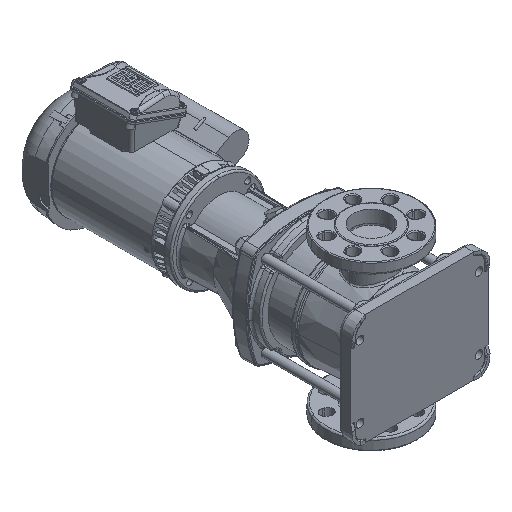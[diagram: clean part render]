
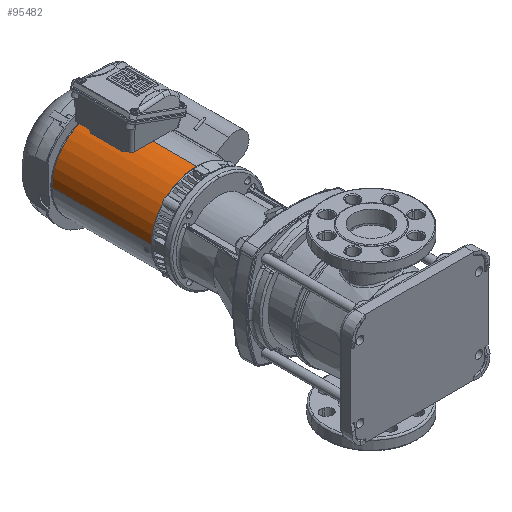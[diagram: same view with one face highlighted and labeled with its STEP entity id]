
A CAD part, isometric view. The second image highlights one B-rep face of the part: STEP entity #95482.
In plain terms, the highlighted cylindrical face has radius 81.875 mm (diameter 163.75 mm), a partial arc.
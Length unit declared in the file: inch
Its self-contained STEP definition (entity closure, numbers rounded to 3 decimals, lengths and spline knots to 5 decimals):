
#2543 = CIRCLE ( 'NONE', #72857, 3.22343 ) ;
#8345 = LINE ( 'NONE', #131800, #104125 ) ;
#15109 = LINE ( 'NONE', #36452, #134866 ) ;
#16178 = DIRECTION ( 'NONE',  ( -1., 0., 0. ) ) ;
#16710 = DIRECTION ( 'NONE',  ( 0., 0., 1. ) ) ;
#19378 = CARTESIAN_POINT ( 'NONE',  ( 0., 0., 3.22343 ) ) ;
#24681 = CARTESIAN_POINT ( 'NONE',  ( 0., -3.22343, 0.00056 ) ) ;
#24853 = EDGE_CURVE ( 'NONE', #93747, #119442, #39767, .T. ) ;
#25008 = VERTEX_POINT ( 'NONE', #24681 ) ;
#25992 = ORIENTED_EDGE ( 'NONE', *, *, #142005, .T. ) ;
#27712 = DIRECTION ( 'NONE',  ( 1., 0., 0. ) ) ;
#30449 = AXIS2_PLACEMENT_3D ( 'NONE', #97512, #27712, #16710 ) ;
#33396 = EDGE_CURVE ( 'NONE', #25008, #101177, #2543, .T. ) ;
#36452 = CARTESIAN_POINT ( 'NONE',  ( 21.20633, 0., 3.22343 ) ) ;
#39767 = CIRCLE ( 'NONE', #30449, 3.22343 ) ;
#42805 = DIRECTION ( 'NONE',  ( -1., 0., 0. ) ) ;
#42913 = CARTESIAN_POINT ( 'NONE',  ( 21.20633, 0., 0. ) ) ;
#44919 = AXIS2_PLACEMENT_3D ( 'NONE', #42913, #87763, #132627 ) ;
#46108 = CARTESIAN_POINT ( 'NONE',  ( -7.08661, 0., 3.22343 ) ) ;
#53922 = FACE_OUTER_BOUND ( 'NONE', #120877, .T. ) ;
#71248 = DIRECTION ( 'NONE',  ( 0., 0., -1. ) ) ;
#72857 = AXIS2_PLACEMENT_3D ( 'NONE', #81577, #16178, #71248 ) ;
#79791 = DIRECTION ( 'NONE',  ( -1., 0., 0. ) ) ;
#81577 = CARTESIAN_POINT ( 'NONE',  ( 0., 0., 0. ) ) ;
#87763 = DIRECTION ( 'NONE',  ( -1., 0., 0. ) ) ;
#93747 = VERTEX_POINT ( 'NONE', #46108 ) ;
#95482 = ADVANCED_FACE ( 'NONE', ( #53922 ), #98774, .T. ) ;
#97512 = CARTESIAN_POINT ( 'NONE',  ( -7.08661, 0., 0. ) ) ;
#98774 = CYLINDRICAL_SURFACE ( 'NONE', #44919, 3.22343 ) ;
#101177 = VERTEX_POINT ( 'NONE', #19378 ) ;
#104125 = VECTOR ( 'NONE', #42805, 39.37008 ) ;
#112407 = ORIENTED_EDGE ( 'NONE', *, *, #112914, .F. ) ;
#112914 = EDGE_CURVE ( 'NONE', #25008, #119442, #8345, .T. ) ;
#119442 = VERTEX_POINT ( 'NONE', #136583 ) ;
#120877 = EDGE_LOOP ( 'NONE', ( #141223, #25992, #125970, #112407 ) ) ;
#125970 = ORIENTED_EDGE ( 'NONE', *, *, #24853, .T. ) ;
#131800 = CARTESIAN_POINT ( 'NONE',  ( 21.20633, -3.22343, 0.00056 ) ) ;
#132627 = DIRECTION ( 'NONE',  ( 0., 0., 1. ) ) ;
#134866 = VECTOR ( 'NONE', #79791, 39.37008 ) ;
#136583 = CARTESIAN_POINT ( 'NONE',  ( -7.08661, -3.22343, 0.00056 ) ) ;
#141223 = ORIENTED_EDGE ( 'NONE', *, *, #33396, .T. ) ;
#142005 = EDGE_CURVE ( 'NONE', #101177, #93747, #15109, .T. ) ;
